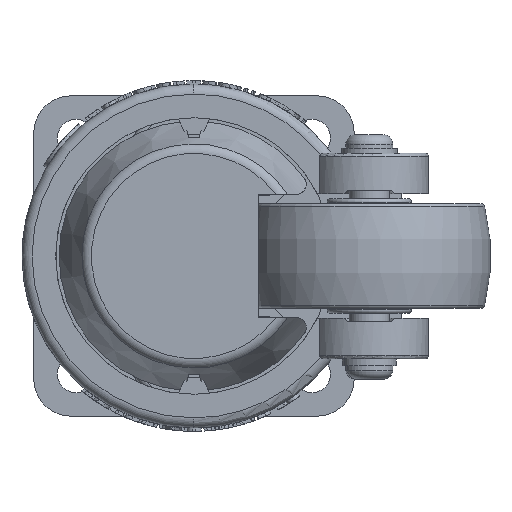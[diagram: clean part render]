
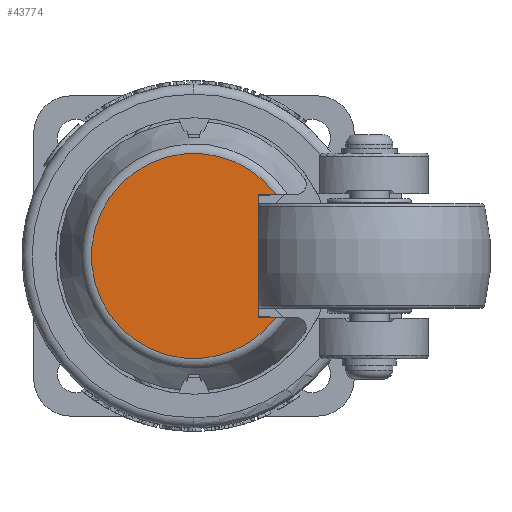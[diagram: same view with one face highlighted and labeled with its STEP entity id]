
A CAD part, front view. The second image highlights one B-rep face of the part: STEP entity #43774.
In plain terms, the highlighted planar face has unit normal (0, -1, 0).
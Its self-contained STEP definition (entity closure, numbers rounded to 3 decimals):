
#83 = CARTESIAN_POINT ( 'NONE',  ( 0., -10.11, 0. ) ) ;
#90 = DIRECTION ( 'NONE',  ( 0., 1., 0. ) ) ;
#133 = ORIENTED_EDGE ( 'NONE', *, *, #55951, .T. ) ;
#678 = DIRECTION ( 'NONE',  ( 0., -1., 0. ) ) ;
#854 = AXIS2_PLACEMENT_3D ( 'NONE', #20972, #90, #49209 ) ;
#1045 = VERTEX_POINT ( 'NONE', #39878 ) ;
#1438 = LINE ( 'NONE', #39715, #55286 ) ;
#2139 = EDGE_CURVE ( 'NONE', #1045, #3166, #16579, .T. ) ;
#3166 = VERTEX_POINT ( 'NONE', #27857 ) ;
#3368 = ORIENTED_EDGE ( 'NONE', *, *, #2139, .T. ) ;
#7103 = DIRECTION ( 'NONE',  ( 1., 0., 0. ) ) ;
#11739 = DIRECTION ( 'NONE',  ( -1., 0., 0. ) ) ;
#16579 = CIRCLE ( 'NONE', #47901, 30.421 ) ;
#19236 = FACE_OUTER_BOUND ( 'NONE', #83800, .T. ) ;
#19497 = VECTOR ( 'NONE', #11739, 1000. ) ;
#20972 = CARTESIAN_POINT ( 'NONE',  ( 0., -10.11, 0. ) ) ;
#25912 = ORIENTED_EDGE ( 'NONE', *, *, #74722, .T. ) ;
#27857 = CARTESIAN_POINT ( 'NONE',  ( 24.339, -10.11, -18.25 ) ) ;
#28545 = CARTESIAN_POINT ( 'NONE',  ( 19., -10.11, -18.25 ) ) ;
#31705 = DIRECTION ( 'NONE',  ( 0., 0., 1. ) ) ;
#39702 = CARTESIAN_POINT ( 'NONE',  ( 40., -10.11, -18.25 ) ) ;
#39715 = CARTESIAN_POINT ( 'NONE',  ( 40., -10.11, 18.25 ) ) ;
#39878 = CARTESIAN_POINT ( 'NONE',  ( 24.339, -10.11, 18.25 ) ) ;
#42882 = VERTEX_POINT ( 'NONE', #44842 ) ;
#43774 = ADVANCED_FACE ( 'NONE', ( #19236 ), #84128, .F. ) ;
#44842 = CARTESIAN_POINT ( 'NONE',  ( 19., -10.11, 18.25 ) ) ;
#47901 = AXIS2_PLACEMENT_3D ( 'NONE', #83, #678, #7103 ) ;
#49209 = DIRECTION ( 'NONE',  ( 1., 0., 0. ) ) ;
#55286 = VECTOR ( 'NONE', #60583, 1000. ) ;
#55951 = EDGE_CURVE ( 'NONE', #85938, #42882, #84872, .T. ) ;
#56094 = EDGE_CURVE ( 'NONE', #42882, #1045, #1438, .T. ) ;
#56834 = LINE ( 'NONE', #39702, #19497 ) ;
#60583 = DIRECTION ( 'NONE',  ( 1., 0., 0. ) ) ;
#74722 = EDGE_CURVE ( 'NONE', #3166, #85938, #56834, .T. ) ;
#77509 = ORIENTED_EDGE ( 'NONE', *, *, #56094, .T. ) ;
#80472 = VECTOR ( 'NONE', #31705, 1000. ) ;
#80777 = CARTESIAN_POINT ( 'NONE',  ( 19., -10.11, 18.25 ) ) ;
#83800 = EDGE_LOOP ( 'NONE', ( #77509, #3368, #25912, #133 ) ) ;
#84128 = PLANE ( 'NONE',  #854 ) ;
#84872 = LINE ( 'NONE', #80777, #80472 ) ;
#85938 = VERTEX_POINT ( 'NONE', #28545 ) ;
